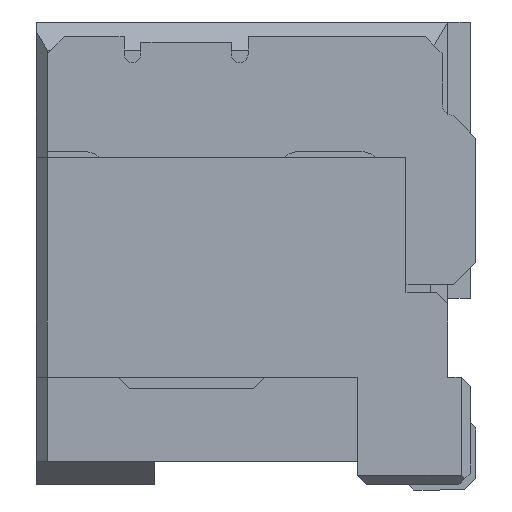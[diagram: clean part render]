
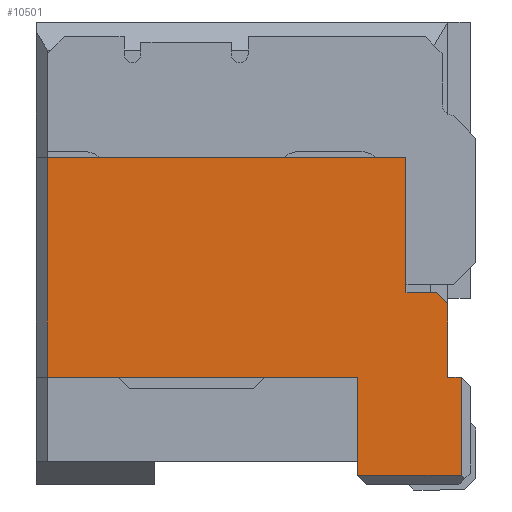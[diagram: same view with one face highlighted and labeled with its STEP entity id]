
A CAD part, left-side view. The second image highlights one B-rep face of the part: STEP entity #10501.
In plain terms, the highlighted planar face has unit normal (-1, 0, 0).
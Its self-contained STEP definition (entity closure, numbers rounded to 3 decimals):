
#51 = DIRECTION ( 'NONE',  ( 0., 1., 0. ) ) ;
#93 = EDGE_CURVE ( 'NONE', #7005, #6708, #10851, .T. ) ;
#509 = CARTESIAN_POINT ( 'NONE',  ( -4.125, -1.825, -0.55 ) ) ;
#531 = DIRECTION ( 'NONE',  ( 0., 0., 1. ) ) ;
#555 = CARTESIAN_POINT ( 'NONE',  ( -4.125, 1.725, 0.75 ) ) ;
#578 = LINE ( 'NONE', #6260, #2532 ) ;
#645 = ORIENTED_EDGE ( 'NONE', *, *, #5640, .T. ) ;
#683 = VECTOR ( 'NONE', #1107, 1000. ) ;
#798 = DIRECTION ( 'NONE',  ( 0., 0., 1. ) ) ;
#871 = CARTESIAN_POINT ( 'NONE',  ( -4.125, -1.945, -2.07 ) ) ;
#934 = AXIS2_PLACEMENT_3D ( 'NONE', #8246, #9971, #798 ) ;
#1047 = EDGE_CURVE ( 'NONE', #4747, #5651, #8854, .T. ) ;
#1079 = CARTESIAN_POINT ( 'NONE',  ( -4.125, -1.455, -0.45 ) ) ;
#1107 = DIRECTION ( 'NONE',  ( 0., -1., 0. ) ) ;
#1288 = VECTOR ( 'NONE', #9209, 1000. ) ;
#1389 = EDGE_CURVE ( 'NONE', #6708, #8486, #3039, .T. ) ;
#1420 = VECTOR ( 'NONE', #51, 1000. ) ;
#1612 = CARTESIAN_POINT ( 'NONE',  ( -4.125, 1.825, -0.45 ) ) ;
#1824 = VERTEX_POINT ( 'NONE', #871 ) ;
#1919 = DIRECTION ( 'NONE',  ( 0., 0., -1. ) ) ;
#2185 = VECTOR ( 'NONE', #6399, 1000. ) ;
#2284 = ORIENTED_EDGE ( 'NONE', *, *, #5907, .F. ) ;
#2318 = CARTESIAN_POINT ( 'NONE',  ( -4.125, -1.455, 0.75 ) ) ;
#2390 = VECTOR ( 'NONE', #2444, 1000. ) ;
#2444 = DIRECTION ( 'NONE',  ( 0., 0., -1. ) ) ;
#2478 = CARTESIAN_POINT ( 'NONE',  ( -4.125, -1.525, -2.07 ) ) ;
#2532 = VECTOR ( 'NONE', #7095, 1000. ) ;
#2574 = CARTESIAN_POINT ( 'NONE',  ( -4.125, 1.725, -1.2 ) ) ;
#2588 = CARTESIAN_POINT ( 'NONE',  ( -4.125, -1.725, -0.45 ) ) ;
#2665 = ORIENTED_EDGE ( 'NONE', *, *, #7780, .T. ) ;
#2739 = LINE ( 'NONE', #2478, #9174 ) ;
#3038 = EDGE_CURVE ( 'NONE', #9468, #5644, #3505, .T. ) ;
#3039 = LINE ( 'NONE', #9344, #5444 ) ;
#3055 = EDGE_CURVE ( 'NONE', #5245, #9468, #7574, .T. ) ;
#3069 = EDGE_CURVE ( 'NONE', #9701, #4747, #4835, .T. ) ;
#3070 = FACE_OUTER_BOUND ( 'NONE', #9026, .T. ) ;
#3236 = VECTOR ( 'NONE', #9405, 1000. ) ;
#3365 = ORIENTED_EDGE ( 'NONE', *, *, #1047, .T. ) ;
#3505 = LINE ( 'NONE', #7745, #2185 ) ;
#3518 = CARTESIAN_POINT ( 'NONE',  ( -4.125, 1.825, -1.2 ) ) ;
#3915 = EDGE_CURVE ( 'NONE', #5651, #5245, #578, .T. ) ;
#4105 = LINE ( 'NONE', #10168, #683 ) ;
#4157 = DIRECTION ( 'NONE',  ( 0., 1., 0. ) ) ;
#4243 = VECTOR ( 'NONE', #6525, 1000. ) ;
#4290 = CARTESIAN_POINT ( 'NONE',  ( -4.125, 1.825, -1.2 ) ) ;
#4414 = ORIENTED_EDGE ( 'NONE', *, *, #6256, .F. ) ;
#4433 = CARTESIAN_POINT ( 'NONE',  ( -4.125, -1.025, -2.07 ) ) ;
#4747 = VERTEX_POINT ( 'NONE', #7097 ) ;
#4756 = ORIENTED_EDGE ( 'NONE', *, *, #93, .T. ) ;
#4835 = LINE ( 'NONE', #4290, #1420 ) ;
#4885 = ORIENTED_EDGE ( 'NONE', *, *, #3038, .T. ) ;
#5245 = VERTEX_POINT ( 'NONE', #2588 ) ;
#5444 = VECTOR ( 'NONE', #1919, 1000. ) ;
#5625 = CARTESIAN_POINT ( 'NONE',  ( -4.125, -1.825, -1.2 ) ) ;
#5640 = EDGE_CURVE ( 'NONE', #1824, #9701, #7264, .T. ) ;
#5644 = VERTEX_POINT ( 'NONE', #2318 ) ;
#5651 = VERTEX_POINT ( 'NONE', #509 ) ;
#5907 = EDGE_CURVE ( 'NONE', #7442, #5644, #4105, .T. ) ;
#6052 = ORIENTED_EDGE ( 'NONE', *, *, #3055, .T. ) ;
#6222 = LINE ( 'NONE', #8464, #2390 ) ;
#6256 = EDGE_CURVE ( 'NONE', #1824, #8486, #2739, .T. ) ;
#6260 = CARTESIAN_POINT ( 'NONE',  ( -4.125, -1.825, -0.55 ) ) ;
#6399 = DIRECTION ( 'NONE',  ( 0., 0., 1. ) ) ;
#6525 = DIRECTION ( 'NONE',  ( 0., 0., 1. ) ) ;
#6708 = VERTEX_POINT ( 'NONE', #9856 ) ;
#6711 = ORIENTED_EDGE ( 'NONE', *, *, #3915, .T. ) ;
#7005 = VERTEX_POINT ( 'NONE', #2574 ) ;
#7095 = DIRECTION ( 'NONE',  ( 0., 0.707, 0.707 ) ) ;
#7097 = CARTESIAN_POINT ( 'NONE',  ( -4.125, -1.825, -1.2 ) ) ;
#7260 = CARTESIAN_POINT ( 'NONE',  ( -4.125, -1.945, -1.2 ) ) ;
#7264 = LINE ( 'NONE', #7260, #4243 ) ;
#7271 = CARTESIAN_POINT ( 'NONE',  ( -4.125, -1.945, -1.2 ) ) ;
#7442 = VERTEX_POINT ( 'NONE', #555 ) ;
#7574 = LINE ( 'NONE', #1612, #1288 ) ;
#7745 = CARTESIAN_POINT ( 'NONE',  ( -4.125, -1.455, -1.2 ) ) ;
#7780 = EDGE_CURVE ( 'NONE', #7442, #7005, #6222, .T. ) ;
#8246 = CARTESIAN_POINT ( 'NONE',  ( -4.125, 1.825, -1.2 ) ) ;
#8464 = CARTESIAN_POINT ( 'NONE',  ( -4.125, 1.725, -1.2 ) ) ;
#8486 = VERTEX_POINT ( 'NONE', #4433 ) ;
#8854 = LINE ( 'NONE', #5625, #9780 ) ;
#9026 = EDGE_LOOP ( 'NONE', ( #9331, #4414, #645, #10106, #3365, #6711, #6052, #4885, #2284, #2665, #4756 ) ) ;
#9174 = VECTOR ( 'NONE', #4157, 1000. ) ;
#9209 = DIRECTION ( 'NONE',  ( 0., 1., 0. ) ) ;
#9331 = ORIENTED_EDGE ( 'NONE', *, *, #1389, .T. ) ;
#9344 = CARTESIAN_POINT ( 'NONE',  ( -4.125, -1.025, -1.2 ) ) ;
#9405 = DIRECTION ( 'NONE',  ( 0., -1., 0. ) ) ;
#9468 = VERTEX_POINT ( 'NONE', #1079 ) ;
#9701 = VERTEX_POINT ( 'NONE', #7271 ) ;
#9780 = VECTOR ( 'NONE', #531, 1000. ) ;
#9856 = CARTESIAN_POINT ( 'NONE',  ( -4.125, -1.025, -1.2 ) ) ;
#9971 = DIRECTION ( 'NONE',  ( -1., 0., 0. ) ) ;
#10106 = ORIENTED_EDGE ( 'NONE', *, *, #3069, .T. ) ;
#10168 = CARTESIAN_POINT ( 'NONE',  ( -4.125, 1.825, 0.75 ) ) ;
#10501 = ADVANCED_FACE ( 'NONE', ( #3070 ), #10805, .T. ) ;
#10805 = PLANE ( 'NONE',  #934 ) ;
#10851 = LINE ( 'NONE', #3518, #3236 ) ;
